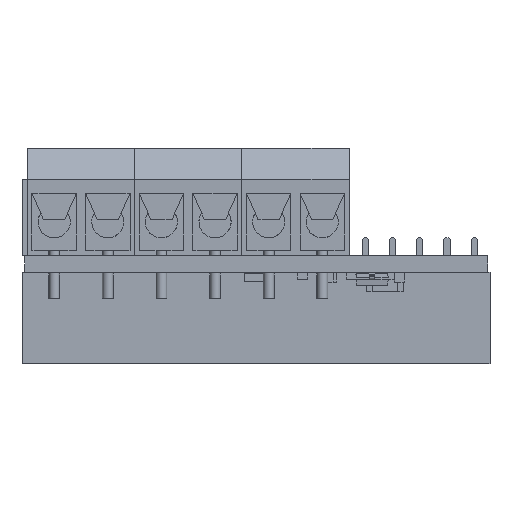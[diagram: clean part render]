
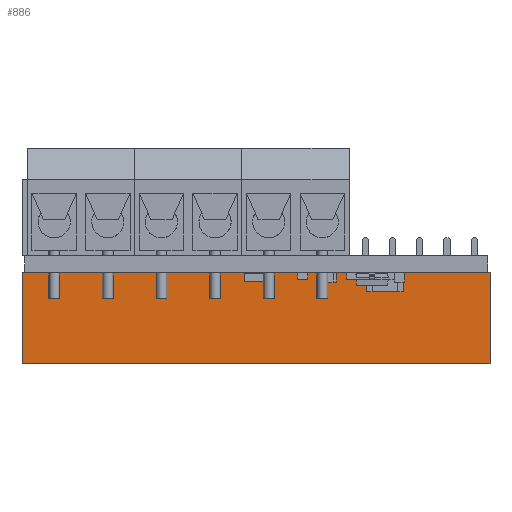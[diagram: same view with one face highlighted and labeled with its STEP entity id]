
A CAD part, front view. The second image highlights one B-rep face of the part: STEP entity #886.
In plain terms, the highlighted planar face has unit normal (0, -1, 0).
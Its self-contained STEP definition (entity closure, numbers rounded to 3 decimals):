
#886 = ADVANCED_FACE ( 'NONE', ( #7331 ), #91549, .T. ) ;
#2218 = DIRECTION ( 'NONE',  ( 0., 0., 1. ) ) ;
#6144 = CARTESIAN_POINT ( 'NONE',  ( -0.2, 11.47, 0. ) ) ;
#6852 = CARTESIAN_POINT ( 'NONE',  ( -0.2, 11.47, 0. ) ) ;
#7331 = FACE_OUTER_BOUND ( 'NONE', #86069, .T. ) ;
#9315 = DIRECTION ( 'NONE',  ( 0., 0., -1. ) ) ;
#15765 = LINE ( 'NONE', #27929, #85090 ) ;
#19973 = EDGE_CURVE ( 'NONE', #55716, #53080, #75625, .T. ) ;
#20435 = ORIENTED_EDGE ( 'NONE', *, *, #19973, .T. ) ;
#22017 = DIRECTION ( 'NONE',  ( -1., 0., 0. ) ) ;
#23419 = CARTESIAN_POINT ( 'NONE',  ( 1.27, 11.47, 0. ) ) ;
#23825 = VECTOR ( 'NONE', #50244, 1000. ) ;
#26157 = VERTEX_POINT ( 'NONE', #56182 ) ;
#27806 = CARTESIAN_POINT ( 'NONE',  ( 43.38, 11.47, 0. ) ) ;
#27929 = CARTESIAN_POINT ( 'NONE',  ( -0.2, 11.47, -8.5 ) ) ;
#29955 = ORIENTED_EDGE ( 'NONE', *, *, #36252, .T. ) ;
#33402 = VERTEX_POINT ( 'NONE', #94268 ) ;
#34855 = ORIENTED_EDGE ( 'NONE', *, *, #56611, .T. ) ;
#34982 = EDGE_CURVE ( 'NONE', #53080, #33402, #63769, .T. ) ;
#36252 = EDGE_CURVE ( 'NONE', #26157, #55716, #58766, .T. ) ;
#41293 = ORIENTED_EDGE ( 'NONE', *, *, #34982, .T. ) ;
#50244 = DIRECTION ( 'NONE',  ( 0., 0., -1. ) ) ;
#50567 = DIRECTION ( 'NONE',  ( 1., 0., 0. ) ) ;
#53080 = VERTEX_POINT ( 'NONE', #6852 ) ;
#53995 = DIRECTION ( 'NONE',  ( 0., -1., 0. ) ) ;
#55716 = VERTEX_POINT ( 'NONE', #27806 ) ;
#56182 = CARTESIAN_POINT ( 'NONE',  ( 43.38, 11.47, -8.5 ) ) ;
#56611 = EDGE_CURVE ( 'NONE', #33402, #26157, #15765, .T. ) ;
#58766 = LINE ( 'NONE', #62126, #71711 ) ;
#61251 = AXIS2_PLACEMENT_3D ( 'NONE', #23419, #53995, #9315 ) ;
#62126 = CARTESIAN_POINT ( 'NONE',  ( 43.38, 11.47, -8.5 ) ) ;
#63769 = LINE ( 'NONE', #6144, #23825 ) ;
#71711 = VECTOR ( 'NONE', #2218, 1000. ) ;
#75625 = LINE ( 'NONE', #81857, #96842 ) ;
#81857 = CARTESIAN_POINT ( 'NONE',  ( 43.38, 11.47, 0. ) ) ;
#85090 = VECTOR ( 'NONE', #50567, 1000. ) ;
#86069 = EDGE_LOOP ( 'NONE', ( #29955, #20435, #41293, #34855 ) ) ;
#91549 = PLANE ( 'NONE',  #61251 ) ;
#94268 = CARTESIAN_POINT ( 'NONE',  ( -0.2, 11.47, -8.5 ) ) ;
#96842 = VECTOR ( 'NONE', #22017, 1000. ) ;
